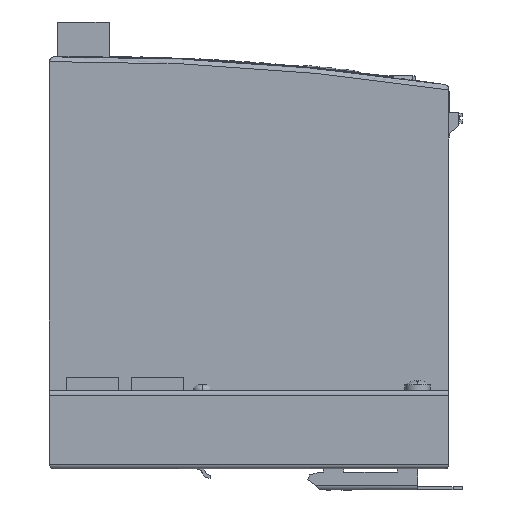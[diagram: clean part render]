
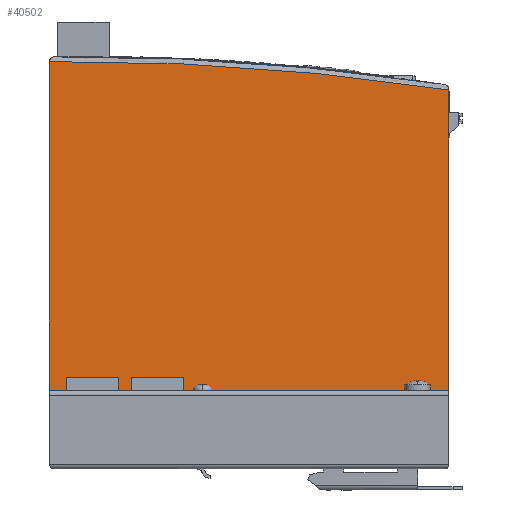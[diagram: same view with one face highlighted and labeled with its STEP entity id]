
A CAD part, left-side view. The second image highlights one B-rep face of the part: STEP entity #40502.
In plain terms, the highlighted planar face has unit normal (-1, 0, 0).
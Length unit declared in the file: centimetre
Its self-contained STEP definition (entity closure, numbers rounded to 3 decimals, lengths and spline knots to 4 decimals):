
#3176=PLANE('',#43106);
#5246=VECTOR('',#47409,1.);
#5249=VECTOR('',#47413,1.);
#5250=VECTOR('',#47416,1.);
#9548=LINE('',#56215,#5246);
#9551=LINE('',#56221,#5249);
#9552=LINE('',#56225,#5250);
#13806=VERTEX_POINT('',#56210);
#13807=VERTEX_POINT('',#56212);
#13808=VERTEX_POINT('',#56216);
#13810=VERTEX_POINT('',#56222);
#13811=VERTEX_POINT('',#56224);
#13812=VERTEX_POINT('',#56226);
#17242=CIRCLE('',#43104,0.15);
#17243=CIRCLE('',#43107,79.85);
#17244=CIRCLE('',#43108,0.15);
#18927=EDGE_CURVE('',#13806,#13807,#17242,.T.);
#18929=EDGE_CURVE('',#13807,#13808,#9548,.T.);
#18932=EDGE_CURVE('',#13810,#13806,#9551,.T.);
#18933=EDGE_CURVE('',#13811,#13810,#17243,.T.);
#18934=EDGE_CURVE('',#13812,#13811,#9552,.T.);
#18935=EDGE_CURVE('',#13808,#13812,#17244,.T.);
#25994=ORIENTED_EDGE('',*,*,#18927,.F.);
#25995=ORIENTED_EDGE('',*,*,#18932,.F.);
#25996=ORIENTED_EDGE('',*,*,#18933,.F.);
#25997=ORIENTED_EDGE('',*,*,#18934,.F.);
#25998=ORIENTED_EDGE('',*,*,#18935,.F.);
#25999=ORIENTED_EDGE('',*,*,#18929,.F.);
#35725=EDGE_LOOP('',(#25994,#25995,#25996,#25997,#25998,#25999));
#38127=FACE_BOUND('',#35725,.T.);
#40502=ADVANCED_FACE('',(#38127),#3176,.F.);
#43104=AXIS2_PLACEMENT_3D('',#56211,#47405,#47406);
#43106=AXIS2_PLACEMENT_3D('',#56220,#47412,$);
#43107=AXIS2_PLACEMENT_3D('',#56223,#47414,#47415);
#43108=AXIS2_PLACEMENT_3D('',#56227,#47417,#47418);
#47405=DIRECTION('',(1.,0.,0.));
#47406=DIRECTION('',(0.,-0.106,-0.106));
#47409=DIRECTION('',(0.,1.,0.));
#47412=DIRECTION('',(1.,0.,0.));
#47413=DIRECTION('',(0.,0.,-1.));
#47414=DIRECTION('',(1.,0.,0.));
#47415=DIRECTION('',(0.,-5.645,79.65));
#47416=DIRECTION('',(0.,0.,1.));
#47417=DIRECTION('',(1.,0.,0.));
#47418=DIRECTION('',(0.,0.106,-0.106));
#56210=CARTESIAN_POINT('',(-2.9,-6.35,0.15));
#56211=CARTESIAN_POINT('',(-2.9,-6.2,0.15));
#56212=CARTESIAN_POINT('',(-2.9,-6.2,0.));
#56215=CARTESIAN_POINT('',(-2.9,-6.35,0.));
#56216=CARTESIAN_POINT('',(-2.9,6.2,0.));
#56220=CARTESIAN_POINT('',(-2.9,0.1099,6.3728));
#56221=CARTESIAN_POINT('',(-2.9,-6.35,12.2));
#56222=CARTESIAN_POINT('',(-2.9,-6.35,12.0483));
#56223=CARTESIAN_POINT('',(-2.9,5.6372,-66.8968));
#56224=CARTESIAN_POINT('',(-2.9,6.35,12.95));
#56225=CARTESIAN_POINT('',(-2.9,6.35,0.));
#56226=CARTESIAN_POINT('',(-2.9,6.35,0.15));
#56227=CARTESIAN_POINT('',(-2.9,6.2,0.15));
